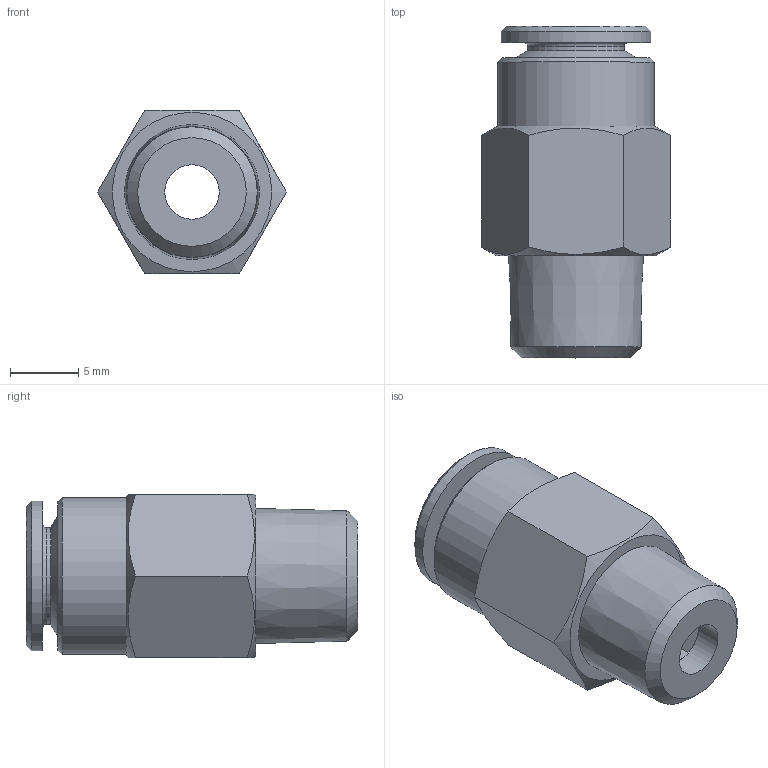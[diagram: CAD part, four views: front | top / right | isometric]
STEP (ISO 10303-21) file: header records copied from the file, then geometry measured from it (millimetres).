
FILE_DESCRIPTION(/* description */ (''),/* implementation_level */ '2;1');
FILE_NAME(/* name */ 'iqsg_186_hd.stp',/* time_stamp */ '2016-11-18T11:09:57+01:00',/* author */ ('hamoud'),/* organization */ (''),/* preprocessor_version */ 'ST-DEVELOPER v15.6',/* originating_system */ 'Autodesk Inventor LT ',/* authorisation */ '');
FILE_SCHEMA (('AUTOMOTIVE_DESIGN { 1 0 10303 214 3 1 1 }'));
Length unit declared in the file: millimetre
Products named in the file (1): iqsg_186_hd
Bounding box: 13.86 x 24.34 x 12 mm (x, y, z)
Volume: 1775.4 mm3; surface area: 1568.5 mm2
Topology: 1 solids, 1 shells, 38 faces, 85 edges, 52 vertices
Faces by surface type: plane 23, cone 9, cylinder 5, torus 1
Full cylindrical faces by diameter (mm): 4 x1, 6.15 x1, 7.1 x1, 11 x1, 11.5 x1
Entity records: 940 total; most frequent: CARTESIAN_POINT 189, DIRECTION 150, ORIENTED_EDGE 132, EDGE_CURVE 66, AXIS2_PLACEMENT_3D 63, EDGE_LOOP 58, VERTEX_POINT 48, FACE_OUTER_BOUND 38
